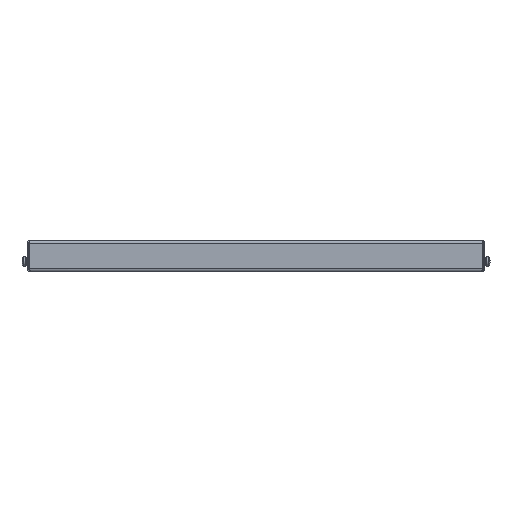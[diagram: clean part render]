
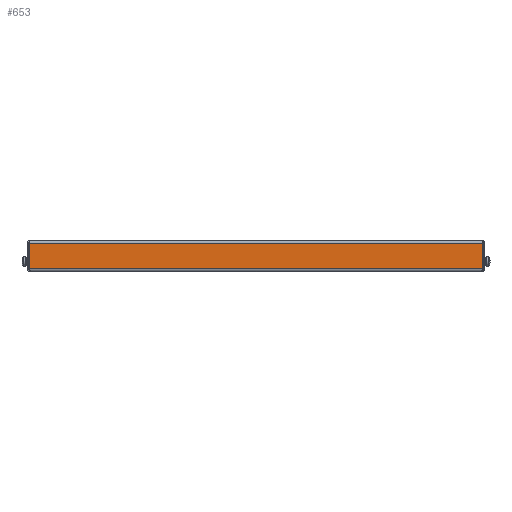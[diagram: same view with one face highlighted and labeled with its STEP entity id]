
A CAD part, front view. The second image highlights one B-rep face of the part: STEP entity #653.
In plain terms, the highlighted planar face has unit normal (0, -1, 0).
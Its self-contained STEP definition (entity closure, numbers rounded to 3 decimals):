
#466 = DIRECTION ( 'NONE',  ( 0., 0., -1. ) ) ;
#653 = ADVANCED_FACE ( 'NONE', ( #15739 ), #1502, .F. ) ;
#785 = LINE ( 'NONE', #15119, #4634 ) ;
#1495 = EDGE_CURVE ( 'NONE', #13994, #9842, #2271, .T. ) ;
#1502 = PLANE ( 'NONE',  #9425 ) ;
#1622 = LINE ( 'NONE', #11044, #17415 ) ;
#2271 = LINE ( 'NONE', #2678, #16907 ) ;
#2678 = CARTESIAN_POINT ( 'NONE',  ( -248.893, -223., -31.6 ) ) ;
#3726 = ORIENTED_EDGE ( 'NONE', *, *, #7328, .F. ) ;
#4015 = EDGE_CURVE ( 'NONE', #11353, #13994, #10756, .T. ) ;
#4226 = EDGE_LOOP ( 'NONE', ( #12517, #3726, #13991, #8676 ) ) ;
#4557 = DIRECTION ( 'NONE',  ( 0., 0., -1. ) ) ;
#4634 = VECTOR ( 'NONE', #4557, 1000. ) ;
#5044 = DIRECTION ( 'NONE',  ( 0., 0., 1. ) ) ;
#5540 = VERTEX_POINT ( 'NONE', #14612 ) ;
#5741 = DIRECTION ( 'NONE',  ( 1., 0., 0. ) ) ;
#5806 = CARTESIAN_POINT ( 'NONE',  ( 248.893, -223., -31.6 ) ) ;
#7106 = CARTESIAN_POINT ( 'NONE',  ( -248.893, -223., -31.6 ) ) ;
#7328 = EDGE_CURVE ( 'NONE', #5540, #9842, #785, .T. ) ;
#8102 = DIRECTION ( 'NONE',  ( 1., 0., 0. ) ) ;
#8184 = CARTESIAN_POINT ( 'NONE',  ( -248.893, -223., 0. ) ) ;
#8676 = ORIENTED_EDGE ( 'NONE', *, *, #4015, .T. ) ;
#9425 = AXIS2_PLACEMENT_3D ( 'NONE', #12235, #17266, #5044 ) ;
#9842 = VERTEX_POINT ( 'NONE', #5806 ) ;
#10756 = LINE ( 'NONE', #8184, #12192 ) ;
#11044 = CARTESIAN_POINT ( 'NONE',  ( 251., -223., -3.4 ) ) ;
#11353 = VERTEX_POINT ( 'NONE', #12882 ) ;
#12192 = VECTOR ( 'NONE', #466, 1000. ) ;
#12235 = CARTESIAN_POINT ( 'NONE',  ( 0., -223., 0. ) ) ;
#12517 = ORIENTED_EDGE ( 'NONE', *, *, #1495, .T. ) ;
#12882 = CARTESIAN_POINT ( 'NONE',  ( -248.893, -223., -3.4 ) ) ;
#13991 = ORIENTED_EDGE ( 'NONE', *, *, #14986, .F. ) ;
#13994 = VERTEX_POINT ( 'NONE', #7106 ) ;
#14612 = CARTESIAN_POINT ( 'NONE',  ( 248.893, -223., -3.4 ) ) ;
#14986 = EDGE_CURVE ( 'NONE', #11353, #5540, #1622, .T. ) ;
#15119 = CARTESIAN_POINT ( 'NONE',  ( 248.893, -223., -1.4 ) ) ;
#15739 = FACE_OUTER_BOUND ( 'NONE', #4226, .T. ) ;
#16907 = VECTOR ( 'NONE', #5741, 1000. ) ;
#17266 = DIRECTION ( 'NONE',  ( 0., 1., 0. ) ) ;
#17415 = VECTOR ( 'NONE', #8102, 1000. ) ;
